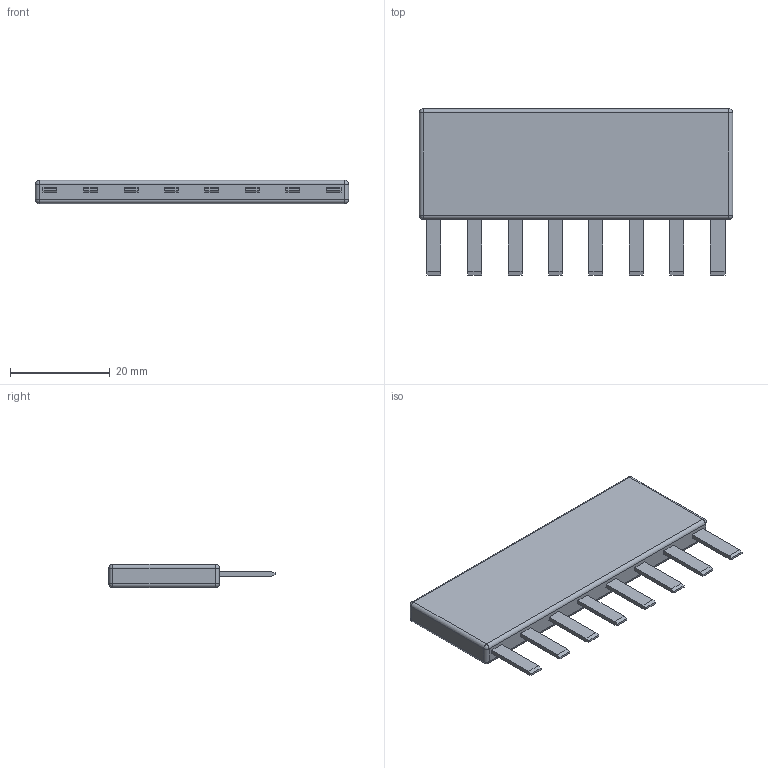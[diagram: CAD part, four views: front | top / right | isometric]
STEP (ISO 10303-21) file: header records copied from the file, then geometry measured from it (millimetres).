
FILE_DESCRIPTION((''),'2;1');
FILE_NAME('SC30-2006A-B008_NCF_ASM','2019-10-17T09:41:58',('20077268'),(''),'CREO PARAMETRIC BY PTC INC, 2017110','CREO PARAMETRIC BY PTC INC, 2017110','');
FILE_SCHEMA(('CONFIG_CONTROL_DESIGN'));
Length unit declared in the file: inch
Products named in the file (4): PC29-2004A-C000_MOLD; PC29-2004A-C000_NCF; PC30-2006A-B008_NCF_ASM; SC30-2006A-B008_NCF_ASM
Assembly tree (3 placements, depth 3):
  SC30-2006A-B008_NCF_ASM
    PC30-2006A-B008_NCF_ASM
      PC29-2004A-C000_MOLD
      PC29-2004A-C000_NCF
Bounding box: 62.74 x 33.27 x 4.67 mm (x, y, z)
Volume: 6635 mm3; surface area: 11352.4 mm2
Topology: 2 solids, 2 shells, 113 faces, 309 edges, 194 vertices
Faces by surface type: plane 91, cylinder 14, sphere 8
Entity records: 3637 total; most frequent: CARTESIAN_POINT 625, ORIENTED_EDGE 618, DIRECTION 581, EDGE_CURVE 309, VECTOR 281, LINE 281, VERTEX_POINT 194, AXIS2_PLACEMENT_3D 150
